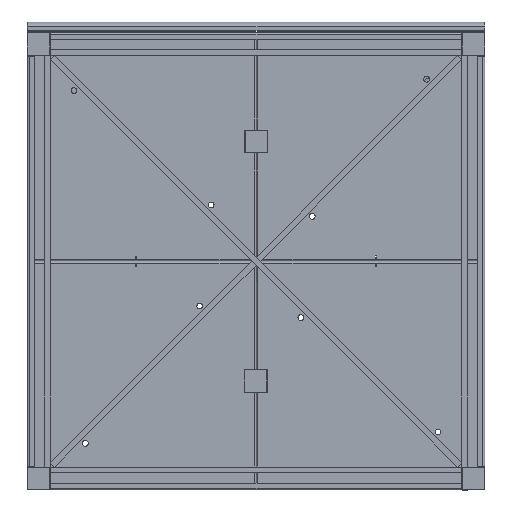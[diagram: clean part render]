
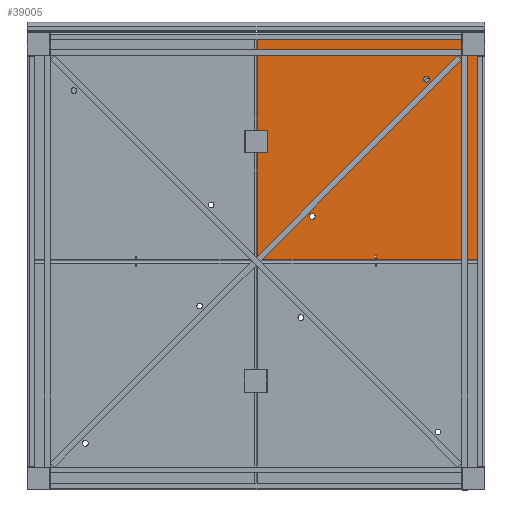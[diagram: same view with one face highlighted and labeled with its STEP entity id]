
A CAD part, front view. The second image highlights one B-rep face of the part: STEP entity #39005.
In plain terms, the highlighted planar face has unit normal (0, -1, 0).
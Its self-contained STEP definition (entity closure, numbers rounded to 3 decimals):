
#273 = AXIS2_PLACEMENT_3D ( 'NONE', #33279, #23509, #6721 ) ;
#354 = DIRECTION ( 'NONE',  ( 0., 0., -1. ) ) ;
#427 = ORIENTED_EDGE ( 'NONE', *, *, #16561, .T. ) ;
#599 = CARTESIAN_POINT ( 'NONE',  ( 26., -4., -488. ) ) ;
#727 = VECTOR ( 'NONE', #38012, 1000. ) ;
#862 = CARTESIAN_POINT ( 'NONE',  ( 29., -4., -488. ) ) ;
#910 = VERTEX_POINT ( 'NONE', #41857 ) ;
#1397 = CARTESIAN_POINT ( 'NONE',  ( -488., -4., 496. ) ) ;
#1894 = FACE_OUTER_BOUND ( 'NONE', #14592, .T. ) ;
#2513 = CARTESIAN_POINT ( 'NONE',  ( -488., -4., 29. ) ) ;
#3562 = CARTESIAN_POINT ( 'NONE',  ( -488., -4., 26. ) ) ;
#3583 = LINE ( 'NONE', #30141, #10969 ) ;
#4529 = EDGE_CURVE ( 'NONE', #37631, #40508, #36977, .T. ) ;
#4565 = EDGE_CURVE ( 'NONE', #12792, #9234, #13878, .T. ) ;
#5034 = DIRECTION ( 'NONE',  ( 0., 0., 1. ) ) ;
#5196 = LINE ( 'NONE', #41371, #8623 ) ;
#5347 = LINE ( 'NONE', #32111, #32581 ) ;
#5513 = DIRECTION ( 'NONE',  ( 1., 0., 0. ) ) ;
#6520 = DIRECTION ( 'NONE',  ( 0., 1., 0. ) ) ;
#6721 = DIRECTION ( 'NONE',  ( 0., 0., 1. ) ) ;
#6808 = EDGE_LOOP ( 'NONE', ( #39374, #23252 ) ) ;
#7143 = DIRECTION ( 'NONE',  ( 0., 0., 1. ) ) ;
#7844 = VECTOR ( 'NONE', #5513, 1000. ) ;
#7848 = AXIS2_PLACEMENT_3D ( 'NONE', #34901, #34682, #25143 ) ;
#7856 = VERTEX_POINT ( 'NONE', #1397 ) ;
#8281 = CARTESIAN_POINT ( 'NONE',  ( 250., -4., 300. ) ) ;
#8284 = EDGE_CURVE ( 'NONE', #41763, #36973, #36061, .T. ) ;
#8623 = VECTOR ( 'NONE', #12155, 1000. ) ;
#9059 = EDGE_CURVE ( 'NONE', #36973, #41763, #21805, .T. ) ;
#9234 = VERTEX_POINT ( 'NONE', #36204 ) ;
#9271 = VERTEX_POINT ( 'NONE', #19041 ) ;
#9372 = EDGE_CURVE ( 'NONE', #37130, #13021, #20960, .T. ) ;
#9559 = VERTEX_POINT ( 'NONE', #22474 ) ;
#10358 = ORIENTED_EDGE ( 'NONE', *, *, #4565, .T. ) ;
#10969 = VECTOR ( 'NONE', #354, 1000. ) ;
#11600 = VERTEX_POINT ( 'NONE', #40347 ) ;
#11638 = ORIENTED_EDGE ( 'NONE', *, *, #42983, .T. ) ;
#12155 = DIRECTION ( 'NONE',  ( 0., 0., -1. ) ) ;
#12318 = DIRECTION ( 'NONE',  ( 0., 0., 1. ) ) ;
#12792 = VERTEX_POINT ( 'NONE', #38850 ) ;
#13021 = VERTEX_POINT ( 'NONE', #13755 ) ;
#13026 = CARTESIAN_POINT ( 'NONE',  ( 29., -4., -473. ) ) ;
#13755 = CARTESIAN_POINT ( 'NONE',  ( 496., -4., -488. ) ) ;
#13878 = LINE ( 'NONE', #13026, #26455 ) ;
#14045 = CARTESIAN_POINT ( 'NONE',  ( 250., -4., 287.5 ) ) ;
#14592 = EDGE_LOOP ( 'NONE', ( #11638, #10358, #38747, #36438, #18236, #31360, #39651, #17017, #38704, #25963, #38037, #30678 ) ) ;
#15508 = VECTOR ( 'NONE', #36836, 1000. ) ;
#15558 = AXIS2_PLACEMENT_3D ( 'NONE', #42387, #22797, #12318 ) ;
#15607 = FACE_BOUND ( 'NONE', #6808, .T. ) ;
#16195 = LINE ( 'NONE', #19670, #7844 ) ;
#16561 = EDGE_CURVE ( 'NONE', #9559, #17035, #18304, .T. ) ;
#16755 = DIRECTION ( 'NONE',  ( 0., 0., 1. ) ) ;
#17017 = ORIENTED_EDGE ( 'NONE', *, *, #19559, .F. ) ;
#17035 = VERTEX_POINT ( 'NONE', #42120 ) ;
#17776 = EDGE_CURVE ( 'NONE', #9234, #37130, #5196, .T. ) ;
#17968 = VECTOR ( 'NONE', #24417, 1000. ) ;
#17997 = AXIS2_PLACEMENT_3D ( 'NONE', #33922, #6520, #16755 ) ;
#18236 = ORIENTED_EDGE ( 'NONE', *, *, #28278, .F. ) ;
#18304 = CIRCLE ( 'NONE', #273, 12.5 ) ;
#18349 = VECTOR ( 'NONE', #34211, 1000. ) ;
#18403 = CARTESIAN_POINT ( 'NONE',  ( -473., -4., 29. ) ) ;
#18600 = VERTEX_POINT ( 'NONE', #2513 ) ;
#19041 = CARTESIAN_POINT ( 'NONE',  ( 496., -4., 496. ) ) ;
#19559 = EDGE_CURVE ( 'NONE', #40508, #18600, #42050, .T. ) ;
#19670 = CARTESIAN_POINT ( 'NONE',  ( -491.293, -4., -488. ) ) ;
#20752 = EDGE_CURVE ( 'NONE', #42194, #37631, #31580, .T. ) ;
#20960 = LINE ( 'NONE', #37284, #18349 ) ;
#21003 = EDGE_CURVE ( 'NONE', #17035, #9559, #36752, .T. ) ;
#21361 = VECTOR ( 'NONE', #38562, 1000. ) ;
#21596 = DIRECTION ( 'NONE',  ( 0., 1., 0. ) ) ;
#21653 = EDGE_CURVE ( 'NONE', #7856, #9271, #5347, .T. ) ;
#21805 = CIRCLE ( 'NONE', #7848, 12.5 ) ;
#22346 = LINE ( 'NONE', #31890, #727 ) ;
#22380 = EDGE_LOOP ( 'NONE', ( #33384, #427 ) ) ;
#22474 = CARTESIAN_POINT ( 'NONE',  ( -250., -4., -312.5 ) ) ;
#22580 = DIRECTION ( 'NONE',  ( 1., 0., 0. ) ) ;
#22797 = DIRECTION ( 'NONE',  ( 0., 1., 0. ) ) ;
#23252 = ORIENTED_EDGE ( 'NONE', *, *, #8284, .T. ) ;
#23509 = DIRECTION ( 'NONE',  ( 0., 1., 0. ) ) ;
#24346 = VECTOR ( 'NONE', #31046, 1000. ) ;
#24417 = DIRECTION ( 'NONE',  ( 1., 0., 0. ) ) ;
#25143 = DIRECTION ( 'NONE',  ( 0., 0., 1. ) ) ;
#25203 = PLANE ( 'NONE',  #15558 ) ;
#25937 = CARTESIAN_POINT ( 'NONE',  ( 250., -4., 312.5 ) ) ;
#25963 = ORIENTED_EDGE ( 'NONE', *, *, #20752, .F. ) ;
#26455 = VECTOR ( 'NONE', #27187, 1000. ) ;
#27187 = DIRECTION ( 'NONE',  ( 1., 0., 0. ) ) ;
#27266 = LINE ( 'NONE', #40572, #15508 ) ;
#27584 = CARTESIAN_POINT ( 'NONE',  ( -473., -4., 26. ) ) ;
#27805 = VECTOR ( 'NONE', #7143, 1000. ) ;
#28278 = EDGE_CURVE ( 'NONE', #9271, #13021, #3583, .T. ) ;
#29164 = CARTESIAN_POINT ( 'NONE',  ( -488., -4., 29. ) ) ;
#29821 = EDGE_CURVE ( 'NONE', #910, #11600, #16195, .T. ) ;
#30003 = CARTESIAN_POINT ( 'NONE',  ( -473., -4., 29. ) ) ;
#30065 = EDGE_CURVE ( 'NONE', #7856, #18600, #27266, .T. ) ;
#30141 = CARTESIAN_POINT ( 'NONE',  ( 496., -4., -496. ) ) ;
#30399 = LINE ( 'NONE', #599, #24346 ) ;
#30494 = AXIS2_PLACEMENT_3D ( 'NONE', #8281, #21596, #5034 ) ;
#30678 = ORIENTED_EDGE ( 'NONE', *, *, #29821, .T. ) ;
#31046 = DIRECTION ( 'NONE',  ( 0., 0., 1. ) ) ;
#31360 = ORIENTED_EDGE ( 'NONE', *, *, #21653, .F. ) ;
#31580 = LINE ( 'NONE', #41612, #17968 ) ;
#31890 = CARTESIAN_POINT ( 'NONE',  ( -488., -4., 496. ) ) ;
#32111 = CARTESIAN_POINT ( 'NONE',  ( -496., -4., 496. ) ) ;
#32581 = VECTOR ( 'NONE', #22580, 1000. ) ;
#33279 = CARTESIAN_POINT ( 'NONE',  ( -250., -4., -300. ) ) ;
#33384 = ORIENTED_EDGE ( 'NONE', *, *, #21003, .T. ) ;
#33922 = CARTESIAN_POINT ( 'NONE',  ( -250., -4., -300. ) ) ;
#34211 = DIRECTION ( 'NONE',  ( 1., 0., 0. ) ) ;
#34682 = DIRECTION ( 'NONE',  ( 0., 1., 0. ) ) ;
#34901 = CARTESIAN_POINT ( 'NONE',  ( 250., -4., 300. ) ) ;
#36061 = CIRCLE ( 'NONE', #30494, 12.5 ) ;
#36204 = CARTESIAN_POINT ( 'NONE',  ( 29., -4., -473. ) ) ;
#36438 = ORIENTED_EDGE ( 'NONE', *, *, #9372, .T. ) ;
#36752 = CIRCLE ( 'NONE', #17997, 12.5 ) ;
#36836 = DIRECTION ( 'NONE',  ( 0., 0., -1. ) ) ;
#36973 = VERTEX_POINT ( 'NONE', #25937 ) ;
#36977 = LINE ( 'NONE', #30003, #27805 ) ;
#37130 = VERTEX_POINT ( 'NONE', #862 ) ;
#37284 = CARTESIAN_POINT ( 'NONE',  ( -491.293, -4., -488. ) ) ;
#37631 = VERTEX_POINT ( 'NONE', #27584 ) ;
#38012 = DIRECTION ( 'NONE',  ( 0., 0., -1. ) ) ;
#38025 = EDGE_CURVE ( 'NONE', #42194, #910, #22346, .T. ) ;
#38037 = ORIENTED_EDGE ( 'NONE', *, *, #38025, .T. ) ;
#38562 = DIRECTION ( 'NONE',  ( -1., 0., 0. ) ) ;
#38704 = ORIENTED_EDGE ( 'NONE', *, *, #4529, .F. ) ;
#38747 = ORIENTED_EDGE ( 'NONE', *, *, #17776, .T. ) ;
#38850 = CARTESIAN_POINT ( 'NONE',  ( 26., -4., -473. ) ) ;
#39005 = ADVANCED_FACE ( 'NONE', ( #15607, #42177, #1894 ), #25203, .F. ) ;
#39374 = ORIENTED_EDGE ( 'NONE', *, *, #9059, .T. ) ;
#39651 = ORIENTED_EDGE ( 'NONE', *, *, #30065, .T. ) ;
#40347 = CARTESIAN_POINT ( 'NONE',  ( 26., -4., -488. ) ) ;
#40508 = VERTEX_POINT ( 'NONE', #18403 ) ;
#40572 = CARTESIAN_POINT ( 'NONE',  ( -488., -4., 496. ) ) ;
#41371 = CARTESIAN_POINT ( 'NONE',  ( 29., -4., -488. ) ) ;
#41612 = CARTESIAN_POINT ( 'NONE',  ( -488., -4., 26. ) ) ;
#41763 = VERTEX_POINT ( 'NONE', #14045 ) ;
#41857 = CARTESIAN_POINT ( 'NONE',  ( -488., -4., -488. ) ) ;
#42050 = LINE ( 'NONE', #29164, #21361 ) ;
#42120 = CARTESIAN_POINT ( 'NONE',  ( -250., -4., -287.5 ) ) ;
#42177 = FACE_BOUND ( 'NONE', #22380, .T. ) ;
#42194 = VERTEX_POINT ( 'NONE', #3562 ) ;
#42387 = CARTESIAN_POINT ( 'NONE',  ( 0., -4., 0. ) ) ;
#42983 = EDGE_CURVE ( 'NONE', #11600, #12792, #30399, .T. ) ;
